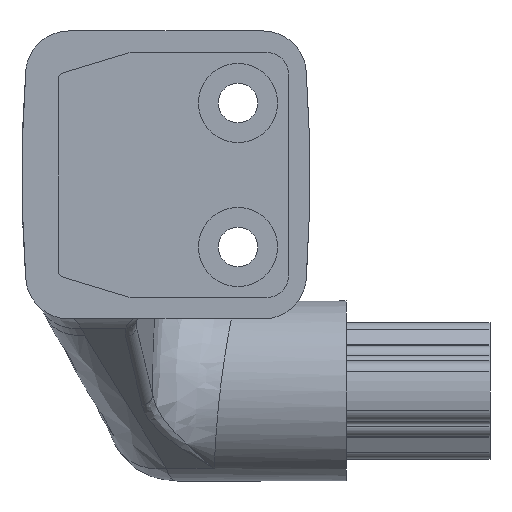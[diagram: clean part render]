
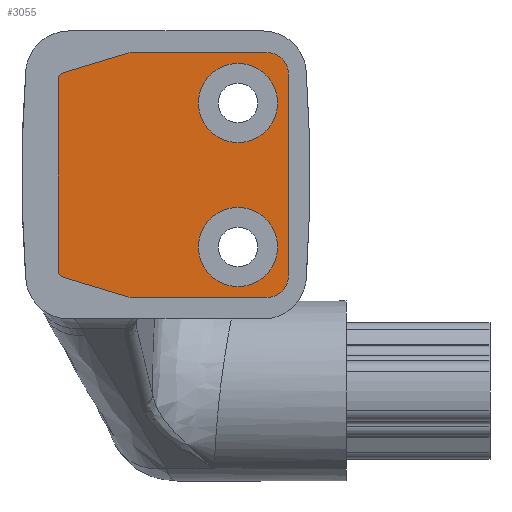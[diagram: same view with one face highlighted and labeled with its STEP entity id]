
A CAD part, front view. The second image highlights one B-rep face of the part: STEP entity #3055.
In plain terms, the highlighted planar face has unit normal (0, -1, 0).
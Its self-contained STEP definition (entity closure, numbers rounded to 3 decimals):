
#9 = VERTEX_POINT ( 'NONE', #1878 ) ;
#197 = CARTESIAN_POINT ( 'NONE',  ( 5.713, 7., -14.214 ) ) ;
#213 = DIRECTION ( 'NONE',  ( 0., -1., 0. ) ) ;
#215 = ORIENTED_EDGE ( 'NONE', *, *, #2194, .T. ) ;
#226 = EDGE_CURVE ( 'NONE', #3650, #5063, #566, .T. ) ;
#234 = CIRCLE ( 'NONE', #3965, 1. ) ;
#251 = CIRCLE ( 'NONE', #3457, 5.5 ) ;
#304 = VECTOR ( 'NONE', #2103, 1000. ) ;
#332 = EDGE_CURVE ( 'NONE', #2547, #2457, #643, .T. ) ;
#335 = CARTESIAN_POINT ( 'NONE',  ( 34., 7., 14. ) ) ;
#347 = ORIENTED_EDGE ( 'NONE', *, *, #2876, .T. ) ;
#414 = EDGE_CURVE ( 'NONE', #3012, #4026, #2537, .T. ) ;
#441 = VECTOR ( 'NONE', #3529, 1000. ) ;
#566 = LINE ( 'NONE', #2902, #441 ) ;
#581 = DIRECTION ( 'NONE',  ( 0., 0., -1. ) ) ;
#587 = DIRECTION ( 'NONE',  ( 0.958, 0., -0.287 ) ) ;
#604 = CARTESIAN_POINT ( 'NONE',  ( 5.713, 7., 14.214 ) ) ;
#643 = CIRCLE ( 'NONE', #3684, 5.5 ) ;
#689 = DIRECTION ( 'NONE',  ( 0., 0., 1. ) ) ;
#696 = ORIENTED_EDGE ( 'NONE', *, *, #414, .T. ) ;
#761 = CARTESIAN_POINT ( 'NONE',  ( 5., 7., 13.256 ) ) ;
#815 = VECTOR ( 'NONE', #4001, 1000. ) ;
#833 = CARTESIAN_POINT ( 'NONE',  ( 30., 7., 4.5 ) ) ;
#967 = CIRCLE ( 'NONE', #3602, 5.5 ) ;
#983 = CARTESIAN_POINT ( 'NONE',  ( 30., 7., 10. ) ) ;
#1062 = DIRECTION ( 'NONE',  ( 0., 0., 1. ) ) ;
#1098 = AXIS2_PLACEMENT_3D ( 'NONE', #4728, #4187, #3636 ) ;
#1112 = EDGE_LOOP ( 'NONE', ( #4198, #4989, #696, #347, #1788, #3411, #2348, #2373, #3697, #215 ) ) ;
#1117 = VERTEX_POINT ( 'NONE', #3686 ) ;
#1122 = DIRECTION ( 'NONE',  ( 0., -1., 0. ) ) ;
#1125 = CARTESIAN_POINT ( 'NONE',  ( 15., 7., -17. ) ) ;
#1209 = CARTESIAN_POINT ( 'NONE',  ( 30., 7., 15.5 ) ) ;
#1218 = CARTESIAN_POINT ( 'NONE',  ( 37., 7., 14. ) ) ;
#1257 = VECTOR ( 'NONE', #689, 1000. ) ;
#1321 = VECTOR ( 'NONE', #3997, 1000. ) ;
#1452 = AXIS2_PLACEMENT_3D ( 'NONE', #2159, #1122, #581 ) ;
#1471 = EDGE_CURVE ( 'NONE', #1117, #1522, #5087, .T. ) ;
#1487 = AXIS2_PLACEMENT_3D ( 'NONE', #3542, #3018, #2498 ) ;
#1522 = VERTEX_POINT ( 'NONE', #604 ) ;
#1569 = DIRECTION ( 'NONE',  ( 0., -1., 0. ) ) ;
#1627 = LINE ( 'NONE', #1125, #4036 ) ;
#1709 = EDGE_CURVE ( 'NONE', #3908, #3012, #5085, .T. ) ;
#1724 = LINE ( 'NONE', #1218, #1257 ) ;
#1726 = EDGE_CURVE ( 'NONE', #2062, #2828, #2625, .T. ) ;
#1755 = ORIENTED_EDGE ( 'NONE', *, *, #3284, .F. ) ;
#1778 = EDGE_LOOP ( 'NONE', ( #3502, #1755 ) ) ;
#1788 = ORIENTED_EDGE ( 'NONE', *, *, #1726, .T. ) ;
#1878 = CARTESIAN_POINT ( 'NONE',  ( 30., 7., -15.5 ) ) ;
#1954 = DIRECTION ( 'NONE',  ( 0., 0., 1. ) ) ;
#2062 = VERTEX_POINT ( 'NONE', #3199 ) ;
#2103 = DIRECTION ( 'NONE',  ( -1., 0., 0. ) ) ;
#2159 = CARTESIAN_POINT ( 'NONE',  ( 30., 7., -10. ) ) ;
#2193 = DIRECTION ( 'NONE',  ( 0., 0., -1. ) ) ;
#2194 = EDGE_CURVE ( 'NONE', #5063, #4530, #2988, .T. ) ;
#2348 = ORIENTED_EDGE ( 'NONE', *, *, #1471, .T. ) ;
#2373 = ORIENTED_EDGE ( 'NONE', *, *, #3211, .T. ) ;
#2457 = VERTEX_POINT ( 'NONE', #1209 ) ;
#2498 = DIRECTION ( 'NONE',  ( 0., 0., 1. ) ) ;
#2537 = CIRCLE ( 'NONE', #3612, 3. ) ;
#2544 = CIRCLE ( 'NONE', #1452, 5.5 ) ;
#2547 = VERTEX_POINT ( 'NONE', #833 ) ;
#2625 = CIRCLE ( 'NONE', #4817, 3. ) ;
#2626 = CARTESIAN_POINT ( 'NONE',  ( 6., 7., 13.256 ) ) ;
#2635 = CARTESIAN_POINT ( 'NONE',  ( 15., 7., 17. ) ) ;
#2710 = DIRECTION ( 'NONE',  ( 0., -1., 0. ) ) ;
#2733 = VERTEX_POINT ( 'NONE', #4011 ) ;
#2828 = VERTEX_POINT ( 'NONE', #3129 ) ;
#2876 = EDGE_CURVE ( 'NONE', #4026, #2062, #1724, .T. ) ;
#2902 = CARTESIAN_POINT ( 'NONE',  ( 5., 7., -13.256 ) ) ;
#2937 = DIRECTION ( 'NONE',  ( 0., 0., -1. ) ) ;
#2961 = FACE_BOUND ( 'NONE', #1778, .T. ) ;
#2988 = CIRCLE ( 'NONE', #1098, 1. ) ;
#2996 = CARTESIAN_POINT ( 'NONE',  ( 37., 7., -14. ) ) ;
#3012 = VERTEX_POINT ( 'NONE', #5016 ) ;
#3018 = DIRECTION ( 'NONE',  ( 0., 1., 0. ) ) ;
#3055 = ADVANCED_FACE ( 'NONE', ( #2961, #3337, #4038 ), #4084, .F. ) ;
#3129 = CARTESIAN_POINT ( 'NONE',  ( 34., 7., 17. ) ) ;
#3145 = LINE ( 'NONE', #2635, #304 ) ;
#3199 = CARTESIAN_POINT ( 'NONE',  ( 37., 7., 14. ) ) ;
#3211 = EDGE_CURVE ( 'NONE', #1522, #3650, #234, .T. ) ;
#3219 = CARTESIAN_POINT ( 'NONE',  ( 30., 7., -10. ) ) ;
#3284 = EDGE_CURVE ( 'NONE', #2733, #9, #2544, .T. ) ;
#3317 = EDGE_CURVE ( 'NONE', #9, #2733, #251, .T. ) ;
#3337 = FACE_BOUND ( 'NONE', #4233, .T. ) ;
#3368 = DIRECTION ( 'NONE',  ( 0., 0., -1. ) ) ;
#3411 = ORIENTED_EDGE ( 'NONE', *, *, #4099, .T. ) ;
#3457 = AXIS2_PLACEMENT_3D ( 'NONE', #3219, #2710, #2193 ) ;
#3464 = CARTESIAN_POINT ( 'NONE',  ( 34., 7., -14. ) ) ;
#3467 = DIRECTION ( 'NONE',  ( 0., -1., 0. ) ) ;
#3500 = EDGE_CURVE ( 'NONE', #2457, #2547, #967, .T. ) ;
#3502 = ORIENTED_EDGE ( 'NONE', *, *, #3317, .F. ) ;
#3523 = CARTESIAN_POINT ( 'NONE',  ( 30., 7., 10. ) ) ;
#3529 = DIRECTION ( 'NONE',  ( 0., 0., -1. ) ) ;
#3542 = CARTESIAN_POINT ( 'NONE',  ( 6., 7., -13.256 ) ) ;
#3602 = AXIS2_PLACEMENT_3D ( 'NONE', #983, #3467, #2937 ) ;
#3612 = AXIS2_PLACEMENT_3D ( 'NONE', #3464, #213, #1954 ) ;
#3636 = DIRECTION ( 'NONE',  ( 0., 0., 1. ) ) ;
#3650 = VERTEX_POINT ( 'NONE', #761 ) ;
#3684 = AXIS2_PLACEMENT_3D ( 'NONE', #3523, #4018, #3368 ) ;
#3686 = CARTESIAN_POINT ( 'NONE',  ( 15., 7., 17. ) ) ;
#3697 = ORIENTED_EDGE ( 'NONE', *, *, #226, .T. ) ;
#3908 = VERTEX_POINT ( 'NONE', #4987 ) ;
#3955 = CARTESIAN_POINT ( 'NONE',  ( 5., 7., -13.256 ) ) ;
#3965 = AXIS2_PLACEMENT_3D ( 'NONE', #2626, #1569, #1062 ) ;
#3997 = DIRECTION ( 'NONE',  ( 1., 0., 0. ) ) ;
#4001 = DIRECTION ( 'NONE',  ( -0.958, 0., -0.287 ) ) ;
#4011 = CARTESIAN_POINT ( 'NONE',  ( 30., 7., -4.5 ) ) ;
#4018 = DIRECTION ( 'NONE',  ( 0., -1., 0. ) ) ;
#4026 = VERTEX_POINT ( 'NONE', #2996 ) ;
#4036 = VECTOR ( 'NONE', #587, 1000. ) ;
#4038 = FACE_OUTER_BOUND ( 'NONE', #1112, .T. ) ;
#4084 = PLANE ( 'NONE',  #1487 ) ;
#4099 = EDGE_CURVE ( 'NONE', #2828, #1117, #3145, .T. ) ;
#4187 = DIRECTION ( 'NONE',  ( 0., -1., 0. ) ) ;
#4198 = ORIENTED_EDGE ( 'NONE', *, *, #4548, .T. ) ;
#4233 = EDGE_LOOP ( 'NONE', ( #4715, #4295 ) ) ;
#4295 = ORIENTED_EDGE ( 'NONE', *, *, #3500, .F. ) ;
#4419 = DIRECTION ( 'NONE',  ( 0., 0., 1. ) ) ;
#4530 = VERTEX_POINT ( 'NONE', #197 ) ;
#4545 = CARTESIAN_POINT ( 'NONE',  ( 34., 7., -17. ) ) ;
#4548 = EDGE_CURVE ( 'NONE', #4530, #3908, #1627, .T. ) ;
#4551 = CARTESIAN_POINT ( 'NONE',  ( 5.713, 7., 14.214 ) ) ;
#4715 = ORIENTED_EDGE ( 'NONE', *, *, #332, .F. ) ;
#4728 = CARTESIAN_POINT ( 'NONE',  ( 6., 7., -13.256 ) ) ;
#4817 = AXIS2_PLACEMENT_3D ( 'NONE', #335, #4951, #4419 ) ;
#4951 = DIRECTION ( 'NONE',  ( 0., -1., 0. ) ) ;
#4987 = CARTESIAN_POINT ( 'NONE',  ( 15., 7., -17. ) ) ;
#4989 = ORIENTED_EDGE ( 'NONE', *, *, #1709, .T. ) ;
#5016 = CARTESIAN_POINT ( 'NONE',  ( 34., 7., -17. ) ) ;
#5063 = VERTEX_POINT ( 'NONE', #3955 ) ;
#5085 = LINE ( 'NONE', #4545, #1321 ) ;
#5087 = LINE ( 'NONE', #4551, #815 ) ;
